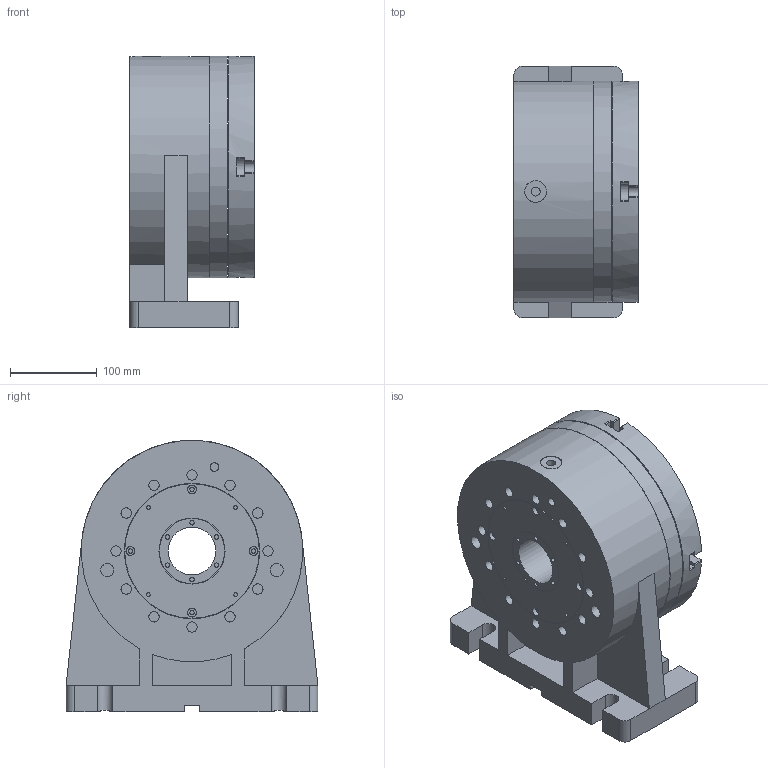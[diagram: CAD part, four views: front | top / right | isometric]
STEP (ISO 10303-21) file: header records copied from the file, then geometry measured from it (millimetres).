
FILE_DESCRIPTION(/* description */ ('CAx-IF Rec.Pracs.---Representation and Presentation of Product Manufacturing Information (PMI)---4.0---2014-10-13','CAx-IF Rec.Pracs.---3D Tessellated Geometry---0.4---2014-09-14','2;1'),/* implementation_level */ '2;1');
FILE_NAME(/* name */ '255-185圆盘尾座',/* time_stamp */ '2025-07-09T08:54:19+08:00',/* author */ (''),/* organization */ (''),/* preprocessor_version */ 'ST-DEVELOPER v16.7',/* originating_system */ $,/* authorisation */ $);
FILE_SCHEMA (('AP242_MANAGED_MODEL_BASED_3D_ENGINEERING_MIM_LF { 1 0 10303 442 20130219 1 4 }'));
Length unit declared in the file: millimetre
Products named in the file (1): 255-185圆盘尾座
Bounding box: 143 x 290 x 312.5 mm (x, y, z)
Volume: 8115202.1 mm3; surface area: 649164.9 mm2
Topology: 3 solids, 3 shells, 276 faces, 654 edges, 439 vertices
Faces by surface type: plane 162, cylinder 90, cone 24
Full cylindrical faces by diameter (mm): 4.2 x4, 4.83 x4, 4.92 x4, 5 x2, 5.12 x6, 10 x5, 10.3 x1, 12 x12, 13 x8, 15.1 x2, 18.8 x8, 25 x1, 55 x2, 75 x1, 76 x1, 80 x2, 155 x1, 156 x1, 255 x3
Entity records: 7777 total; most frequent: CARTESIAN_POINT 1452, DIRECTION 1326, ORIENTED_EDGE 1136, EDGE_CURVE 568, AXIS2_PLACEMENT_3D 531, VERTEX_POINT 422, EDGE_LOOP 420, FACE_BOUND 420
